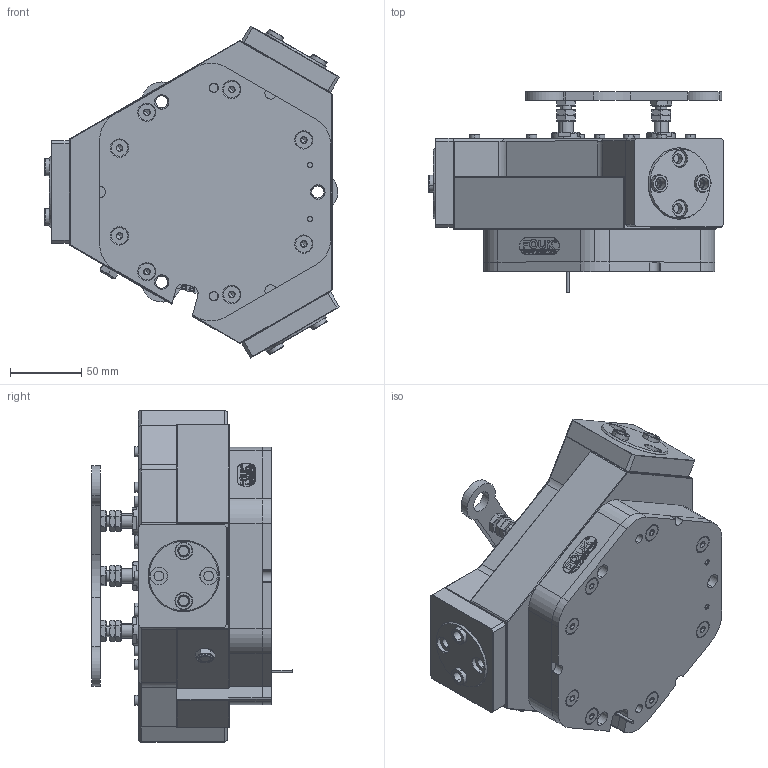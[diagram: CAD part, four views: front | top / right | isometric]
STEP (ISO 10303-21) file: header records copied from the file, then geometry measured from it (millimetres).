
FILE_DESCRIPTION (( 'STEP AP203' ), '1' );
FILE_NAME ('TZF125-C46.STEP', '2026-03-13T08:02:15', ( 'USER-' ), ( 'Microsoft' ), 'SwSTEP 2.0', 'SolidWorks 2018', '' );
FILE_SCHEMA (( 'CONFIG_CONTROL_DESIGN' ));
Length unit declared in the file: millimetre
Products named in the file (17): TZF125-M-01 褲极-1; -C; BSLM01-1; socket head thin cap screw_din(DIN 7984 - M4 x 8 --- 5.9N)-1; 棠羲換覜ん-1; ﾏ擎ﾗ12｡ﾁ8｡ﾁ6-1; TRF72-01 忒硌薊极-1; M8情蹟譫; TZ125-179-C43杅耀; FZ125-200-M-05 菁裔啣-1; TZF125-06 蹟恇唅极; TZF125-04 奻葡裔啣-1; 32x12-R6-1; 内六角沉头螺钉[GBT70_3-2008][M6×16×10]-1; TZF125-07 芢裝; TRF72-02 耜猾极-1; TZF125-C46
Assembly tree (59 placements, depth 3):
  TZF125-C46
    -C
      TZ125-179-C43杅耀
      M8情蹟譫  x9
      TZF125-07 芢裝  x3
      TZF125-06 蹟恇唅极  x3
    TZF125-M-01 褲极-1
    FZ125-200-M-05 菁裔啣-1
    TRF72-01 忒硌薊极-1  x3
    TRF72-02 耜猾极-1  x3
    TZF125-04 奻葡裔啣-1
    ﾏ擎ﾗ12｡ﾁ8｡ﾁ6-1  x6
    socket head thin cap screw_din(DIN 7984 - M4 x 8 --- 5.9N)-1  x15
    棠羲換覜ん-1  x2
    内六角沉头螺钉[GBT70_3-2008][M6×16×10]-1  x8
    32x12-R6-1
    BSLM01-1
Bounding box: 206.48 x 140.57 x 232.91 mm (x, y, z)
Volume: 2098766.6 mm3; surface area: 343936.1 mm2
Topology: 58 solids, 58 shells, 2300 faces, 5599 edges, 3473 vertices
Faces by surface type: plane 1023, cylinder 566, cone 477, bspline 154, torus 78, sphere 2
Entity records: 48125 total; most frequent: CARTESIAN_POINT 13701, ORIENTED_EDGE 6662, DIRECTION 6248, EDGE_CURVE 3331, VERTEX_POINT 2156, AXIS2_PLACEMENT_3D 2105, VECTOR 2038, LINE 2038
